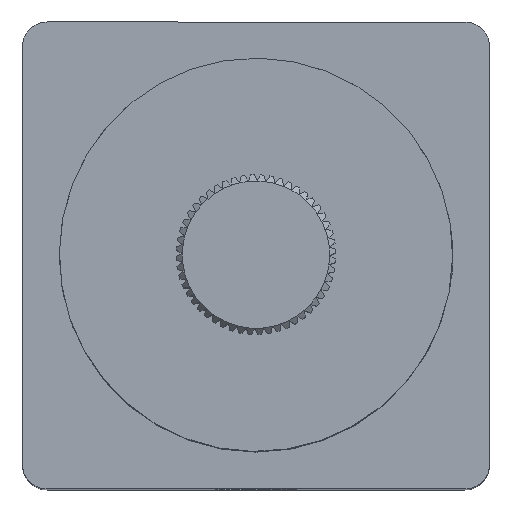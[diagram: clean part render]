
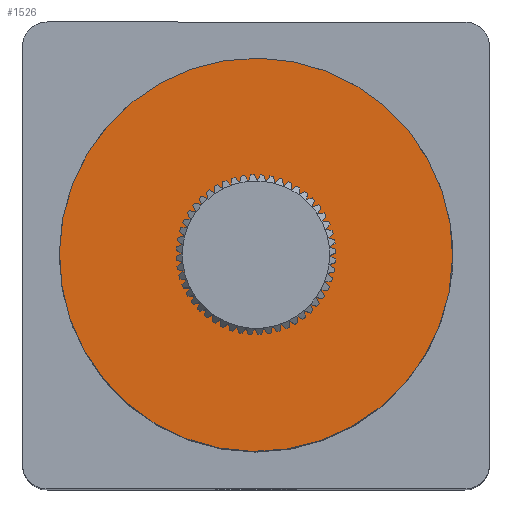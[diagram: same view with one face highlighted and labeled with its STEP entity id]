
A CAD part, top view. The second image highlights one B-rep face of the part: STEP entity #1526.
In plain terms, the highlighted planar face has unit normal (0, 0, 1).
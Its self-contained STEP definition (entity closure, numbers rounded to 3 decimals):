
#322 = DIRECTION ( 'NONE',  ( 0.016, 1., 0. ) ) ;
#399 = ORIENTED_EDGE ( 'NONE', *, *, #4222, .F. ) ;
#710 = CIRCLE ( 'NONE', #7901, 3.25 ) ;
#949 = EDGE_CURVE ( 'NONE', #5795, #1997, #5725, .T. ) ;
#1020 = PLANE ( 'NONE',  #2849 ) ;
#1221 = FACE_BOUND ( 'NONE', #7737, .T. ) ;
#1231 = DIRECTION ( 'NONE',  ( 0., 0., -1. ) ) ;
#1526 = ADVANCED_FACE ( 'NONE', ( #1221, #1529 ), #1020, .F. ) ;
#1529 = FACE_OUTER_BOUND ( 'NONE', #4318, .T. ) ;
#1649 = CARTESIAN_POINT ( 'NONE',  ( 52.876, 44.907, 77.653 ) ) ;
#1717 = DIRECTION ( 'NONE',  ( 0.016, 1., 0. ) ) ;
#1997 = VERTEX_POINT ( 'NONE', #6683 ) ;
#2568 = AXIS2_PLACEMENT_3D ( 'NONE', #7041, #1231, #8319 ) ;
#2669 = CARTESIAN_POINT ( 'NONE',  ( 52.825, 41.657, 77.653 ) ) ;
#2849 = AXIS2_PLACEMENT_3D ( 'NONE', #6696, #5431, #1717 ) ;
#3085 = CARTESIAN_POINT ( 'NONE',  ( 53.075, 57.655, 77.653 ) ) ;
#3190 = ORIENTED_EDGE ( 'NONE', *, *, #7869, .T. ) ;
#3932 = CARTESIAN_POINT ( 'NONE',  ( 52.825, 41.657, 77.653 ) ) ;
#3960 = DIRECTION ( 'NONE',  ( 0.016, 1., 0. ) ) ;
#3966 = DIRECTION ( 'NONE',  ( 0.016, 1., 0. ) ) ;
#4067 = EDGE_CURVE ( 'NONE', #6901, #7660, #6792, .T. ) ;
#4188 = AXIS2_PLACEMENT_3D ( 'NONE', #2669, #7183, #3966 ) ;
#4222 = EDGE_CURVE ( 'NONE', #7660, #6901, #5877, .T. ) ;
#4298 = ORIENTED_EDGE ( 'NONE', *, *, #4067, .F. ) ;
#4318 = EDGE_LOOP ( 'NONE', ( #399, #4298 ) ) ;
#4679 = AXIS2_PLACEMENT_3D ( 'NONE', #6141, #6166, #322 ) ;
#4864 = ORIENTED_EDGE ( 'NONE', *, *, #949, .T. ) ;
#5431 = DIRECTION ( 'NONE',  ( 0., 0., -1. ) ) ;
#5725 = CIRCLE ( 'NONE', #4679, 3.25 ) ;
#5795 = VERTEX_POINT ( 'NONE', #1649 ) ;
#5841 = DIRECTION ( 'NONE',  ( 0., 0., -1. ) ) ;
#5877 = CIRCLE ( 'NONE', #4188, 16. ) ;
#6141 = CARTESIAN_POINT ( 'NONE',  ( 52.825, 41.657, 77.653 ) ) ;
#6166 = DIRECTION ( 'NONE',  ( 0., 0., -1. ) ) ;
#6683 = CARTESIAN_POINT ( 'NONE',  ( 52.775, 38.407, 77.653 ) ) ;
#6696 = CARTESIAN_POINT ( 'NONE',  ( 52.825, 41.657, 77.653 ) ) ;
#6792 = CIRCLE ( 'NONE', #2568, 16. ) ;
#6901 = VERTEX_POINT ( 'NONE', #3085 ) ;
#7041 = CARTESIAN_POINT ( 'NONE',  ( 52.825, 41.657, 77.653 ) ) ;
#7183 = DIRECTION ( 'NONE',  ( 0., 0., -1. ) ) ;
#7244 = CARTESIAN_POINT ( 'NONE',  ( 52.576, 25.659, 77.653 ) ) ;
#7660 = VERTEX_POINT ( 'NONE', #7244 ) ;
#7737 = EDGE_LOOP ( 'NONE', ( #4864, #3190 ) ) ;
#7869 = EDGE_CURVE ( 'NONE', #1997, #5795, #710, .T. ) ;
#7901 = AXIS2_PLACEMENT_3D ( 'NONE', #3932, #5841, #3960 ) ;
#8319 = DIRECTION ( 'NONE',  ( 0.016, 1., 0. ) ) ;
